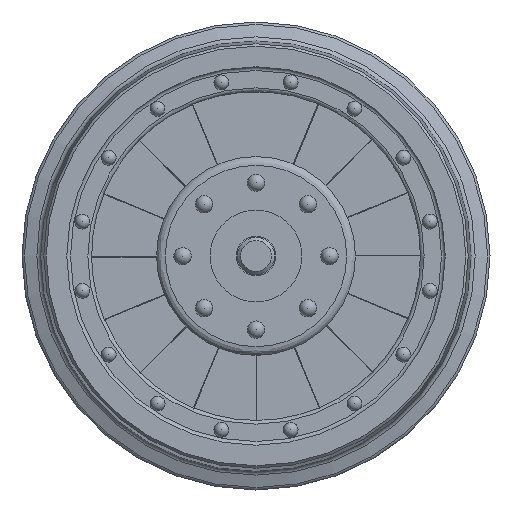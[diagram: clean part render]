
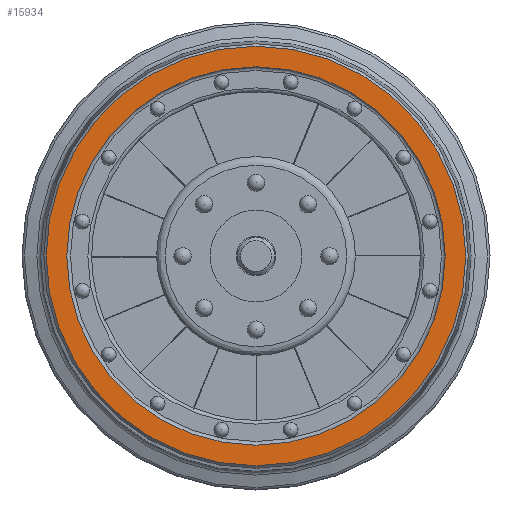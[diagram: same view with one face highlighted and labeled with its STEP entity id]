
A CAD part, front view. The second image highlights one B-rep face of the part: STEP entity #15934.
In plain terms, the highlighted planar face has unit normal (0, -1, 0).
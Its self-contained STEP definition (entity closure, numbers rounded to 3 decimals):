
#3618=FACE_BOUND('',#5576,.T.);
#4524=FACE_OUTER_BOUND('',#5575,.T.);
#5575=EDGE_LOOP('',(#14062,#14063));
#5576=EDGE_LOOP('',(#14064,#14065));
#6129=CIRCLE('',#17370,15.233);
#6130=CIRCLE('',#17371,15.233);
#6131=CIRCLE('',#17373,16.886);
#6132=CIRCLE('',#17374,16.886);
#7608=VERTEX_POINT('',#26659);
#7609=VERTEX_POINT('',#26661);
#7610=VERTEX_POINT('',#26665);
#7611=VERTEX_POINT('',#26666);
#9813=EDGE_CURVE('',#7609,#7608,#6129,.T.);
#9814=EDGE_CURVE('',#7608,#7609,#6130,.T.);
#9815=EDGE_CURVE('',#7610,#7611,#6131,.T.);
#9816=EDGE_CURVE('',#7611,#7610,#6132,.T.);
#14062=ORIENTED_EDGE('',*,*,#9815,.F.);
#14063=ORIENTED_EDGE('',*,*,#9816,.F.);
#14064=ORIENTED_EDGE('',*,*,#9813,.T.);
#14065=ORIENTED_EDGE('',*,*,#9814,.T.);
#15044=PLANE('',#17372);
#15934=ADVANCED_FACE('',(#4524,#3618),#15044,.T.);
#17370=AXIS2_PLACEMENT_3D('',#26662,#21885,#21886);
#17371=AXIS2_PLACEMENT_3D('',#26663,#21887,#21888);
#17372=AXIS2_PLACEMENT_3D('',#26664,#21889,#21890);
#17373=AXIS2_PLACEMENT_3D('',#26667,#21891,#21892);
#17374=AXIS2_PLACEMENT_3D('',#26668,#21893,#21894);
#21885=DIRECTION('center_axis',(0.,1.,0.));
#21886=DIRECTION('ref_axis',(1.,0.,0.));
#21887=DIRECTION('center_axis',(0.,1.,0.));
#21888=DIRECTION('ref_axis',(1.,0.,0.));
#21889=DIRECTION('center_axis',(0.,-1.,0.));
#21890=DIRECTION('ref_axis',(0.,0.,-1.));
#21891=DIRECTION('center_axis',(0.,1.,0.));
#21892=DIRECTION('ref_axis',(1.,0.,0.));
#21893=DIRECTION('center_axis',(0.,1.,0.));
#21894=DIRECTION('ref_axis',(1.,0.,0.));
#26659=CARTESIAN_POINT('',(0.,-26.,-15.233));
#26661=CARTESIAN_POINT('',(0.,-26.,15.233));
#26662=CARTESIAN_POINT('Origin',(0.,-26.,0.));
#26663=CARTESIAN_POINT('Origin',(0.,-26.,0.));
#26664=CARTESIAN_POINT('Origin',(0.,-26.,16.886));
#26665=CARTESIAN_POINT('',(0.,-26.,16.886));
#26666=CARTESIAN_POINT('',(0.,-26.,-16.886));
#26667=CARTESIAN_POINT('Origin',(0.,-26.,0.));
#26668=CARTESIAN_POINT('Origin',(0.,-26.,0.));
